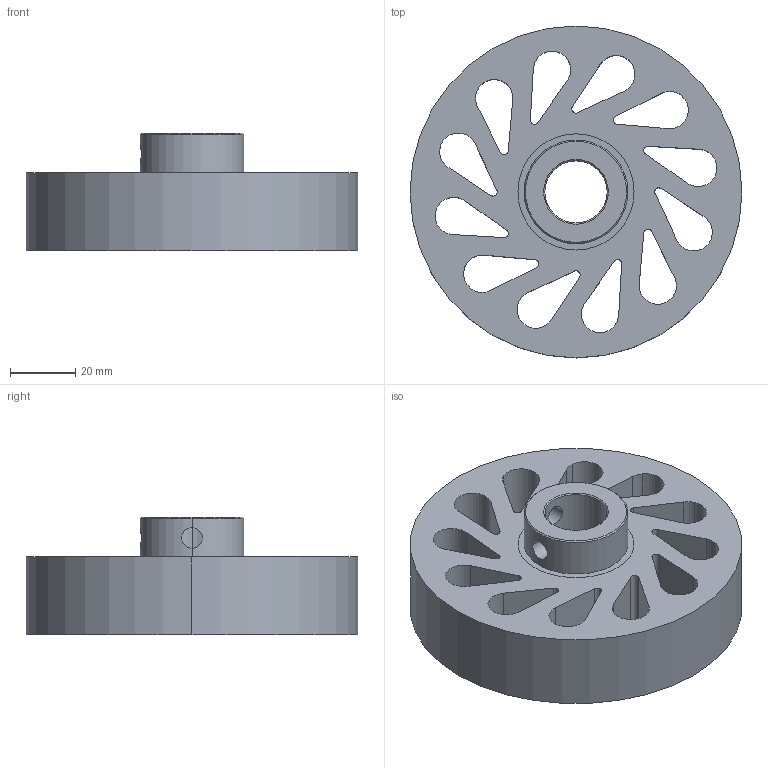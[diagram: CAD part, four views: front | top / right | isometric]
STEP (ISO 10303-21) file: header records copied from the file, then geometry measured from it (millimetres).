
FILE_DESCRIPTION((''),'2;1');
FILE_NAME('Durasoft Wheel1.stp','2008-01-03T17:04:39',('Owner'),(''),'Autodesk Inventor (R) 6.0','Autodesk Inventor (R) 6.0','');
FILE_SCHEMA(('AUTOMOTIVE_DESIGN { 1 0 10303 214 1 1 1 1 }'));
Length unit declared in the file: inch
Products named in the file (4): Durasoft Wheel1; Durasoft Wheel-Tire1; Durasoft Wheel-Hub1; Durasoft Wheel-Hub Ring1
Assembly tree (3 placements, depth 2):
  Durasoft Wheel1
    Durasoft Wheel-Tire1
    Durasoft Wheel-Hub1
    Durasoft Wheel-Hub Ring1
Bounding box: 101.6 x 101.6 x 36.07 mm (x, y, z)
Volume: 143269.8 mm3; surface area: 48642.1 mm2
Topology: 3 solids, 3 shells, 90 faces, 250 edges, 164 vertices
Faces by surface type: cylinder 50, plane 30, cone 8, bspline 2
Entity records: 3242 total; most frequent: CARTESIAN_POINT 685, DIRECTION 532, ORIENTED_EDGE 500, EDGE_CURVE 250, AXIS2_PLACEMENT_3D 199, VERTEX_POINT 164, VECTOR 134, LINE 134
